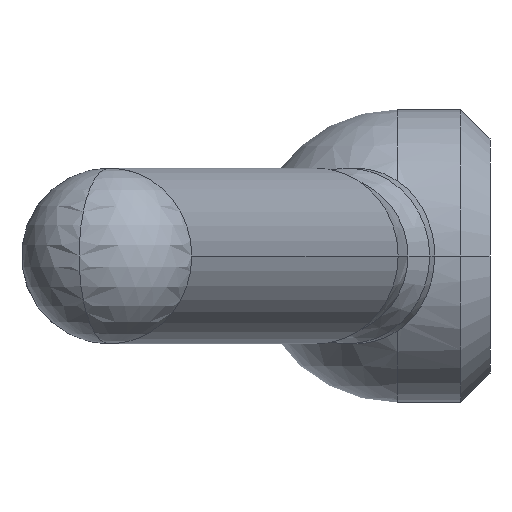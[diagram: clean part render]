
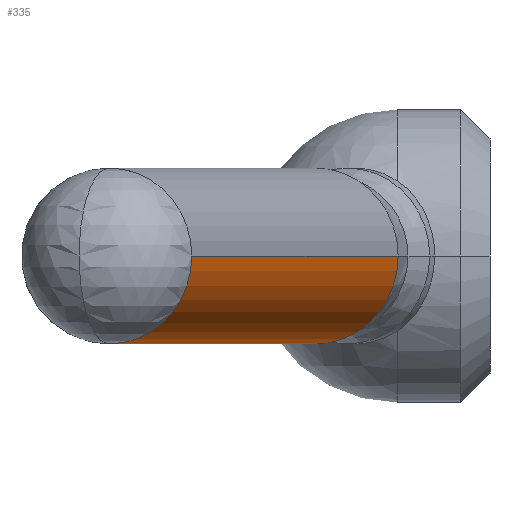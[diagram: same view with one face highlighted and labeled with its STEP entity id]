
A CAD part, left-side view. The second image highlights one B-rep face of the part: STEP entity #335.
In plain terms, the highlighted cylindrical face has radius 6 mm (diameter 12 mm), a partial arc.
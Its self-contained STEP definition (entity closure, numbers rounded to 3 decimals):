
#171=VERTEX_POINT('',#474);
#177=EDGE_CURVE('',#401,#205,#480,.T.);
#183=EDGE_CURVE('',#401,#333,#487,.T.);
#205=VERTEX_POINT('',#511);
#255=EDGE_CURVE('',#275,#333,#565,.T.);
#273=EDGE_CURVE('',#205,#171,#586,.T.);
#275=VERTEX_POINT('',#588);
#333=VERTEX_POINT('',#653);
#335=ADVANCED_FACE('',(#655),#656,.T.);
#401=VERTEX_POINT('',#733);
#423=EDGE_CURVE('',#171,#275,#758,.T.);
#474=CARTESIAN_POINT('',(-53.5,26.0,-6.));
#480=LINE('',#815,#816);
#487=CIRCLE('',#824,6.);
#511=CARTESIAN_POINT('',(-51.448,31.638,0.));
#565=LINE('',#971,#972);
#586=CIRCLE('',#998,6.0);
#588=CARTESIAN_POINT('',(-55.552,20.362,0.));
#653=CARTESIAN_POINT('',(-16.837,6.271,0.));
#655=FACE_OUTER_BOUND('',#1135,.T.);
#656=CYLINDRICAL_SURFACE('',#1136,6.0);
#733=CARTESIAN_POINT('',(-12.732,17.547,0.));
#758=CIRCLE('',#1314,6.0);
#815=CARTESIAN_POINT('',(-32.09,24.593,0.));
#816=VECTOR('',#1409,1.0);
#824=AXIS2_PLACEMENT_3D('',#1417,#1418,#1419);
#971=CARTESIAN_POINT('',(-36.194,13.316,0.));
#972=VECTOR('',#1513,1.0);
#998=AXIS2_PLACEMENT_3D('',#1545,#1546,#1547);
#1135=EDGE_LOOP('',(#1629,#1630,#1631,#1632,#1633));
#1136=AXIS2_PLACEMENT_3D('',#1634,#1635,#1636);
#1314=AXIS2_PLACEMENT_3D('',#1781,#1782,#1783);
#1409=DIRECTION('',(-0.94,0.342,0.));
#1417=CARTESIAN_POINT('',(-14.785,11.909,0.));
#1418=DIRECTION('',(-0.94,0.342,0.));
#1419=DIRECTION('',(0.342,0.94,0.));
#1513=DIRECTION('',(0.94,-0.342,0.));
#1545=CARTESIAN_POINT('',(-53.5,26.0,0.));
#1546=DIRECTION('',(-0.94,0.342,0.));
#1547=DIRECTION('',(0.342,0.94,0.));
#1629=ORIENTED_EDGE('',*,*,#177,.F.);
#1630=ORIENTED_EDGE('',*,*,#183,.T.);
#1631=ORIENTED_EDGE('',*,*,#255,.F.);
#1632=ORIENTED_EDGE('',*,*,#423,.F.);
#1633=ORIENTED_EDGE('',*,*,#273,.F.);
#1634=CARTESIAN_POINT('',(-34.142,18.954,0.));
#1635=DIRECTION('',(0.94,-0.342,0.));
#1636=DIRECTION('',(0.342,0.94,0.));
#1781=CARTESIAN_POINT('',(-53.5,26.0,0.));
#1782=DIRECTION('',(-0.94,0.342,0.));
#1783=DIRECTION('',(0.342,0.94,0.));
